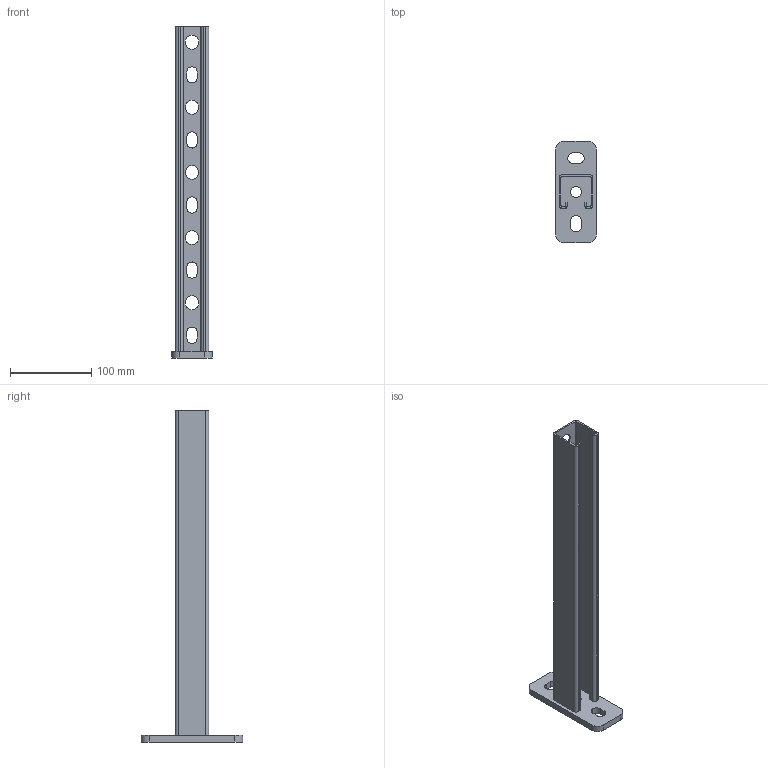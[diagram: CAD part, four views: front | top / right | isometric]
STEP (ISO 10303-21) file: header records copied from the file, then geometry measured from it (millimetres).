
FILE_DESCRIPTION(('STEP AP214'),'1');
FILE_NAME('cctmp_6E6C1B70-1DA1-4119-8FF3-51BA57042DA7_2023_03_02_12_31_15_0978..stp','2023-03-02T11:31:16',('MÜPRO Services GmbH'),('CADClick - www.CADClick.com'),'Spatial InterOp 3D',' ','unknown authorization');
FILE_SCHEMA(('AUTOMOTIVE_DESIGN'));
Length unit declared in the file: millimetre
Products named in the file (3): cc_unnamed; 154218_1; 154218
Assembly tree (2 placements, depth 2):
  cc_unnamed
    154218_1
    154218
Bounding box: 50 x 125 x 408 mm (x, y, z)
Volume: 150336.4 mm3; surface area: 124103.8 mm2
Topology: 2 solids, 2 shells, 94 faces, 270 edges, 180 vertices
Faces by surface type: cylinder 56, plane 38
Entity records: 4010 total; most frequent: DIRECTION 576, CARTESIAN_POINT 547, ORIENTED_EDGE 540, EDGE_CURVE 270, AXIS2_PLACEMENT_3D 209, VERTEX_POINT 180, LINE 158, VECTOR 158
